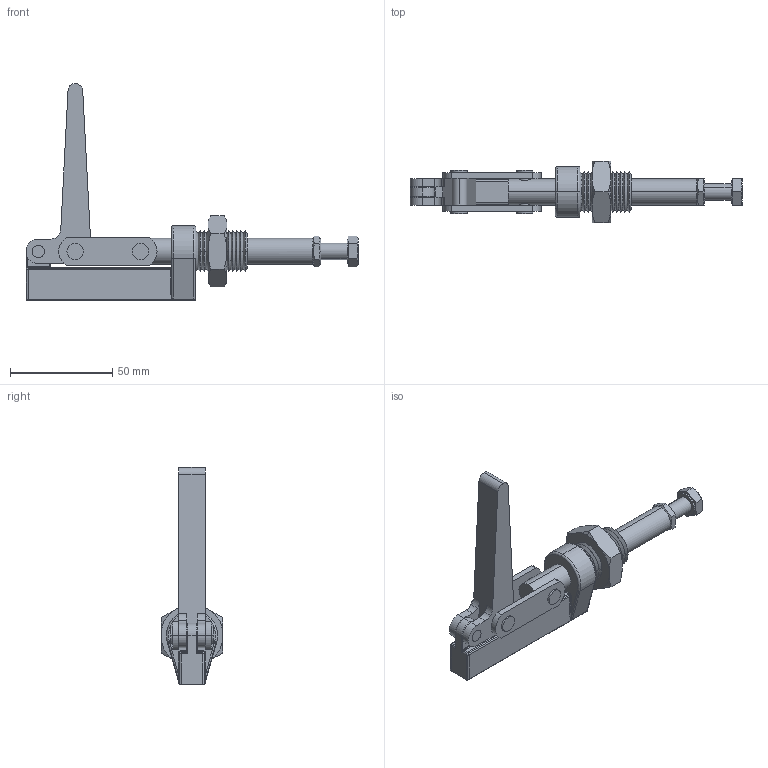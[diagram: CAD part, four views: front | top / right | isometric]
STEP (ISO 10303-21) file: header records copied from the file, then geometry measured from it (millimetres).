
FILE_DESCRIPTION((''),'2;1');
FILE_NAME('CP50.stp','2004-02-06T12:35:46',('Administrator'),(''),'Autodesk Inventor (R) 6.0','Autodesk Inventor (R) 6.0','');
FILE_SCHEMA(('AUTOMOTIVE_DESIGN { 1 0 10303 214 1 1 1 1 }'));
Length unit declared in the file: millimetre
Products named in the file (12): CP50; CP501; CP502; CP503; CP504; CP505; CP506; CP507; CP508; CP509; CP5010; CP5011
Assembly tree (11 placements, depth 2):
  CP50
    CP501
    CP502
    CP503
    CP504
    CP505
    CP506
    CP507
    CP508
    CP509
    CP5010
    CP5011
Bounding box: 162.15 x 30 x 106 mm (x, y, z)
Volume: 61590.6 mm3; surface area: 30159.2 mm2
Topology: 11 solids, 11 shells, 289 faces, 676 edges, 417 vertices
Faces by surface type: cylinder 116, cone 82, plane 71, bspline 10, torus 8, sphere 2
Entity records: 9924 total; most frequent: CARTESIAN_POINT 2933, DIRECTION 1531, ORIENTED_EDGE 1348, EDGE_CURVE 674, AXIS2_PLACEMENT_3D 625, VERTEX_POINT 417, EDGE_LOOP 323, CIRCLE 307
